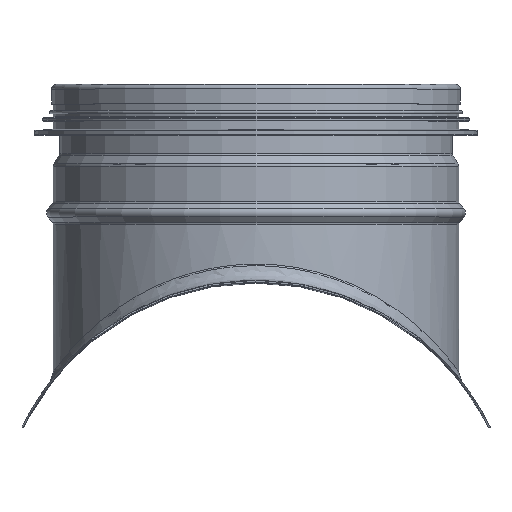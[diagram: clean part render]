
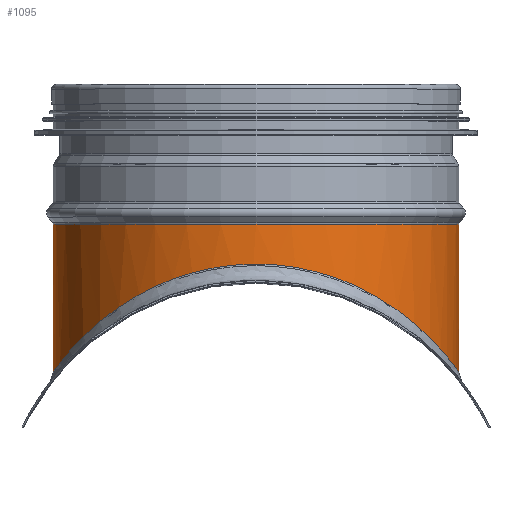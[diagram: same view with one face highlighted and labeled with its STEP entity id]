
A CAD part, top view. The second image highlights one B-rep face of the part: STEP entity #1095.
In plain terms, the highlighted cylindrical face has radius 61.525 mm (diameter 123.05 mm), a full revolution.
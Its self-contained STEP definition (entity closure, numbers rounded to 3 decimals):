
#783=CARTESIAN_POINT('',(0.,84.,-61.525));
#784=VERTEX_POINT('',#783);
#792=CARTESIAN_POINT('',(0.,84.001,-61.526));
#793=CARTESIAN_POINT('',(4.868,84.001,-61.526));
#794=CARTESIAN_POINT('',(14.604,82.988,-60.35));
#795=CARTESIAN_POINT('',(27.936,78.821,-55.399));
#796=CARTESIAN_POINT('',(39.326,72.823,-47.939));
#797=CARTESIAN_POINT('',(49.587,65.126,-37.471));
#798=CARTESIAN_POINT('',(56.289,58.085,-26.076));
#799=CARTESIAN_POINT('',(60.065,53.315,-14.4));
#800=CARTESIAN_POINT('',(61.585,51.207,-4.912));
#801=CARTESIAN_POINT('',(61.592,51.193,4.908));
#802=CARTESIAN_POINT('',(59.543,54.047,17.57));
#803=CARTESIAN_POINT('',(53.799,61.096,31.517));
#804=CARTESIAN_POINT('',(42.927,70.662,45.224));
#805=CARTESIAN_POINT('',(28.201,79.053,55.721));
#806=CARTESIAN_POINT('',(9.951,84.211,61.773));
#807=CARTESIAN_POINT('',(-9.95,84.208,61.77));
#808=CARTESIAN_POINT('',(-28.203,79.054,55.721));
#809=CARTESIAN_POINT('',(-42.926,70.663,45.226));
#810=CARTESIAN_POINT('',(-53.801,61.093,31.513));
#811=CARTESIAN_POINT('',(-59.543,54.046,17.572));
#812=CARTESIAN_POINT('',(-61.592,51.194,4.91));
#813=CARTESIAN_POINT('',(-61.585,51.206,-4.91));
#814=CARTESIAN_POINT('',(-60.065,53.314,-14.399));
#815=CARTESIAN_POINT('',(-56.29,58.083,-26.073));
#816=CARTESIAN_POINT('',(-49.586,65.127,-37.472));
#817=CARTESIAN_POINT('',(-39.327,72.822,-47.939));
#818=CARTESIAN_POINT('',(-29.832,77.823,-54.156));
#819=CARTESIAN_POINT('',(-21.271,80.903,-57.874));
#820=CARTESIAN_POINT('',(-12.167,83.242,-60.644));
#821=CARTESIAN_POINT('',(-4.867,84.001,-61.526));
#822=CARTESIAN_POINT('',(0.,84.001,-61.526));
#823=B_SPLINE_CURVE_WITH_KNOTS('',3,(#792,#793,#794,#795,#796,#797,#798,#799,#800,#801,#802,#803,#804,#805,#806,#807,#808,#809,#810,#811,#812,#813,#814,#815,#816,#817,#818,#819,#820,#821,#822),.UNSPECIFIED.,.T.,.U.,(4,1,1,1,1,1,1,1,1,1,1,1,1,1,1,1,1,1,1,1,1,1,1,1,1,1,1,1,4),(22.111,23.691,25.27,26.849,28.429,30.535,31.588,32.64,33.693,34.746,36.852,38.958,41.064,43.17,45.275,47.381,49.487,51.593,53.699,54.752,55.805,56.858,57.91,60.016,61.596,63.175,63.965,64.754,66.334),.UNSPECIFIED.);
#824=EDGE_CURVE('',#784,#784,#823,.T.);
#1076=CARTESIAN_POINT('',(0.,72.85,0.0));
#1077=DIRECTION('',(0.,1.0,0.0));
#1078=DIRECTION('',(-1.0,0.0,0.0));
#1079=AXIS2_PLACEMENT_3D('',#1076,#1077,#1078);
#1080=CYLINDRICAL_SURFACE('',#1079,61.525);
#1081=CARTESIAN_POINT('',(-61.525,96.1,0.0));
#1082=VERTEX_POINT('',#1081);
#1083=CARTESIAN_POINT('',(0.,96.1,0.0));
#1084=DIRECTION('',(0.0,1.0,0.0));
#1085=DIRECTION('',(-1.0,0.0,0.0));
#1086=AXIS2_PLACEMENT_3D('',#1083,#1084,#1085);
#1087=CIRCLE('',#1086,61.525);
#1088=EDGE_CURVE('',#1082,#1082,#1087,.T.);
#1089=ORIENTED_EDGE('',*,*,#1088,.F.);
#1090=EDGE_LOOP('',(#1089));
#1091=FACE_OUTER_BOUND('',#1090,.T.);
#1092=ORIENTED_EDGE('',*,*,#824,.F.);
#1093=EDGE_LOOP('',(#1092));
#1094=FACE_BOUND('',#1093,.T.);
#1095=ADVANCED_FACE('',(#1091,#1094),#1080,.T.);
